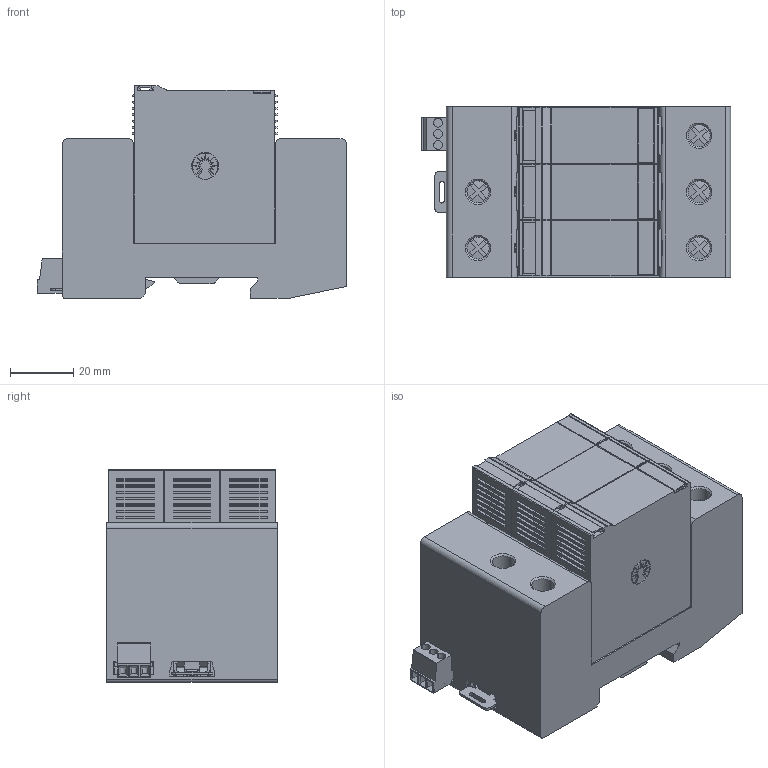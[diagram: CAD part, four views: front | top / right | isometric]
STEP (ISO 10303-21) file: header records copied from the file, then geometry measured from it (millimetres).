
FILE_DESCRIPTION (( 'STEP AP214' ), '1' );
FILE_NAME ('DS43S for 3D Marketing 20220421.STEP', '2022-04-21T20:22:25', ( '' ), ( '' ), 'SwSTEP 2.0', 'SolidWorks 2021', '' );
FILE_SCHEMA (( 'AUTOMOTIVE_DESIGN' ));
Length unit declared in the file: millimetre
Products named in the file (1): DS43S for 3D Marketing 20220421
Bounding box: 97.95 x 54 x 67.4 mm (x, y, z)
Volume: 250280.2 mm3; surface area: 57062.4 mm2
Topology: 1 solids, 4 shells, 1027 faces, 2791 edges, 1833 vertices
Faces by surface type: plane 827, cylinder 163, bspline 23, cone 14
Entity records: 50535 total; most frequent: CARTESIAN_POINT 20738, ORIENTED_EDGE 5578, DIRECTION 5000, EDGE_CURVE 2789, LINE 2304, VECTOR 2304, VERTEX_POINT 1833, AXIS2_PLACEMENT_3D 1348
